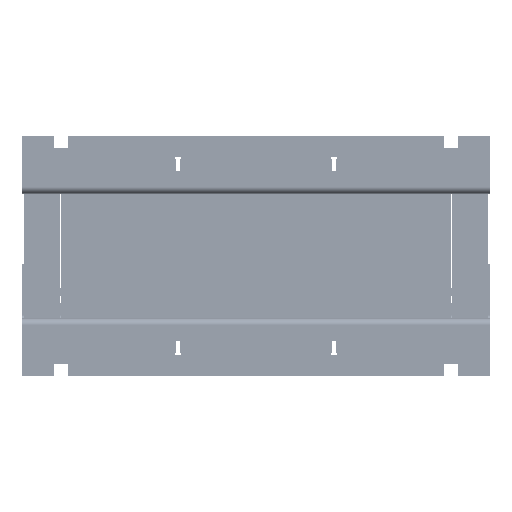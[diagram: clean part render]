
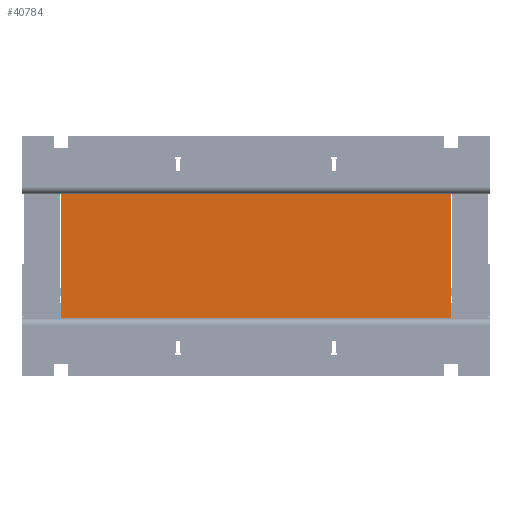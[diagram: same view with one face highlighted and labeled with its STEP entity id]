
A CAD part, front view. The second image highlights one B-rep face of the part: STEP entity #40784.
In plain terms, the highlighted planar face has unit normal (0, -1, 0).
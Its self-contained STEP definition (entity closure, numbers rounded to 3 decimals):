
#2181=FACE_OUTER_BOUND('',#4220,.T.);
#4220=EDGE_LOOP('',(#26572,#26573,#26574,#26575));
#6506=LINE('',#57519,#11320);
#6521=LINE('',#57567,#11335);
#6523=LINE('',#57571,#11337);
#6524=LINE('',#57572,#11338);
#11320=VECTOR('',#46179,10.);
#11335=VECTOR('',#46218,10.);
#11337=VECTOR('',#46222,10.);
#11338=VECTOR('',#46223,10.);
#16134=VERTEX_POINT('',#57517);
#16135=VERTEX_POINT('',#57518);
#16156=VERTEX_POINT('',#57566);
#16157=VERTEX_POINT('',#57570);
#20387=EDGE_CURVE('',#16134,#16135,#6506,.T.);
#20410=EDGE_CURVE('',#16156,#16134,#6521,.T.);
#20412=EDGE_CURVE('',#16157,#16156,#6523,.T.);
#20413=EDGE_CURVE('',#16135,#16157,#6524,.T.);
#26572=ORIENTED_EDGE('',*,*,#20412,.T.);
#26573=ORIENTED_EDGE('',*,*,#20410,.T.);
#26574=ORIENTED_EDGE('',*,*,#20387,.T.);
#26575=ORIENTED_EDGE('',*,*,#20413,.T.);
#37274=PLANE('',#42926);
#40784=ADVANCED_FACE('',(#2181),#37274,.T.);
#42926=AXIS2_PLACEMENT_3D('',#57569,#46220,#46221);
#46179=DIRECTION('',(1.,0.,0.));
#46218=DIRECTION('',(0.,0.,-1.));
#46220=DIRECTION('center_axis',(0.,-1.,0.));
#46221=DIRECTION('ref_axis',(0.,0.,
1.));
#46222=DIRECTION('',(-1.,0.,0.));
#46223=DIRECTION('',(0.,0.,1.));
#57517=CARTESIAN_POINT('',(-125.,-125.,-40.));
#57518=CARTESIAN_POINT('',(125.,-125.,-40.));
#57519=CARTESIAN_POINT('',(-125.,-125.,-40.));
#57566=CARTESIAN_POINT('',(-125.,-125.,40.));
#57567=CARTESIAN_POINT('',(-125.,-125.,0.));
#57569=CARTESIAN_POINT('Origin',(125.,-125.,0.));
#57570=CARTESIAN_POINT('',(125.,-125.,40.));
#57571=CARTESIAN_POINT('',(-125.,-125.,40.));
#57572=CARTESIAN_POINT('',(125.,-125.,0.));
